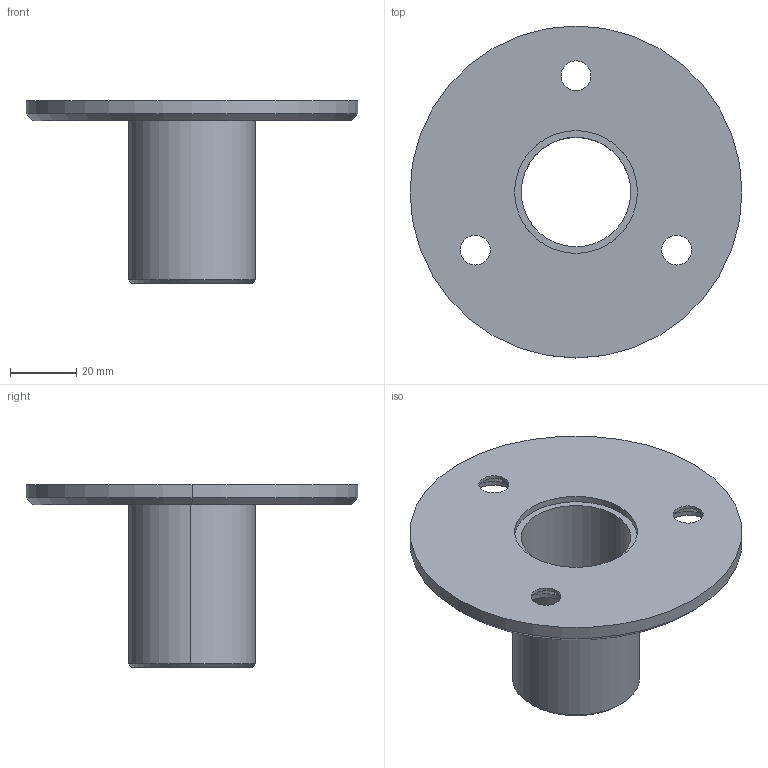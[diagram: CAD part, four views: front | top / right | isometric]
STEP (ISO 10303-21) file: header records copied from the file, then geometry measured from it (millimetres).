
FILE_DESCRIPTION (( 'STEP AP203' ), '1' );
FILE_NAME ('A_0941-242x55.STEP', '2023-10-12T13:07:22', ( '' ), ( '' ), 'SwSTEP 2.0', 'SolidWorks 2019', '' );
FILE_SCHEMA (( 'CONFIG_CONTROL_DESIGN' ));
Length unit declared in the file: millimetre
Products named in the file (3): A_0941-242x120.P1; A_0941-242x120.P2; A_0941-242x55
Assembly tree (2 placements, depth 2):
  A_0941-242x55
    A_0941-242x120.P1
    A_0941-242x120.P2
Bounding box: 100 x 100 x 55 mm (x, y, z)
Volume: 52998.3 mm3; surface area: 28244 mm2
Topology: 2 solids, 2 shells, 37 faces, 80 edges, 48 vertices
Faces by surface type: cylinder 22, cone 10, plane 5
Entity records: 1339 total; most frequent: DIRECTION 212, CARTESIAN_POINT 170, ORIENTED_EDGE 160, AXIS2_PLACEMENT_3D 90, EDGE_CURVE 80, EDGE_LOOP 48, VERTEX_POINT 48, CIRCLE 48
